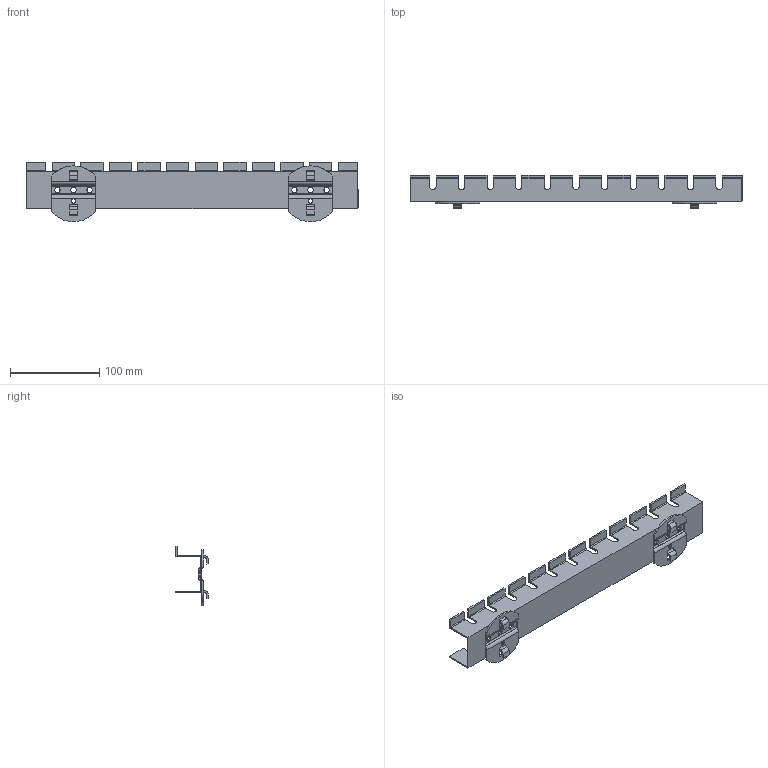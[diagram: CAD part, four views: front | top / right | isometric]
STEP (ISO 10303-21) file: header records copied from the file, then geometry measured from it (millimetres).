
FILE_DESCRIPTION((''),'2;1');
FILE_NAME('86512.stp','2021-01-08T14:38:15',('arma03'),(''),'Autodesk Inventor 2013','Autodesk Inventor 2013','');
FILE_SCHEMA(('AUTOMOTIVE_DESIGN { 1 0 10303 214 1 1 1 1 }'));
Length unit declared in the file: millimetre
Products named in the file (1): 86512
Bounding box: 371.2 x 37.23 x 66.51 mm (x, y, z)
Volume: 65571.5 mm3; surface area: 82300.4 mm2
Topology: 1 solids, 1 shells, 350 faces, 950 edges, 584 vertices
Faces by surface type: plane 250, cylinder 100
Full cylindrical faces by diameter (mm): 5 x2, 6 x6
Entity records: 10812 total; most frequent: ORIENTED_EDGE 1868, DIRECTION 1864, CARTESIAN_POINT 1861, EDGE_CURVE 934, VECTOR 706, LINE 706, AXIS2_PLACEMENT_3D 579, VERTEX_POINT 576
